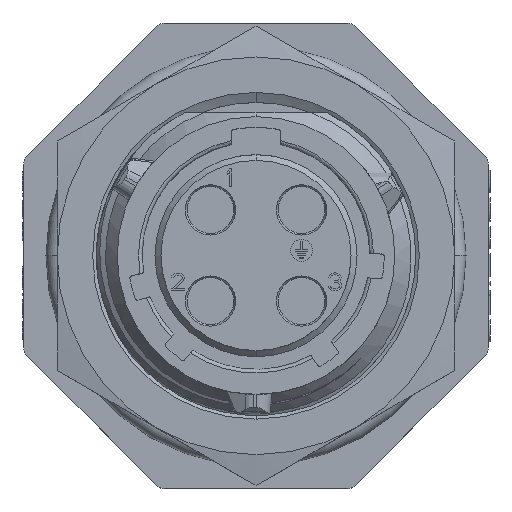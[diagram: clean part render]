
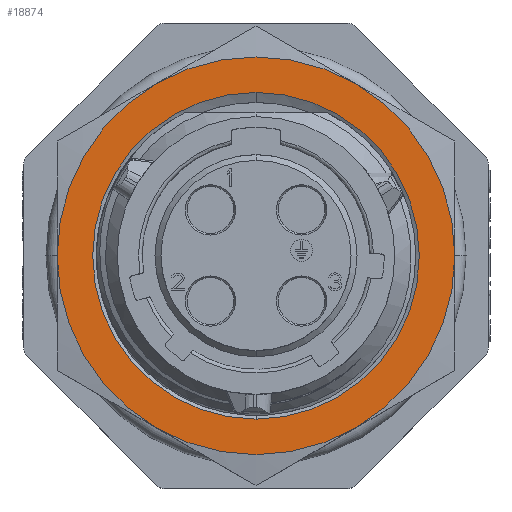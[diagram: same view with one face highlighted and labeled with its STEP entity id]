
A CAD part, top view. The second image highlights one B-rep face of the part: STEP entity #18874.
In plain terms, the highlighted planar face has unit normal (0, 0, 1).
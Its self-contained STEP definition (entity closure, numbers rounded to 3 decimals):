
#4543=CARTESIAN_POINT('',(0.,0.,9.77));
#4544=DIRECTION('',(0.,0.,1.));
#4545=DIRECTION('',(1.,0.,0.));
#4546=AXIS2_PLACEMENT_3D('',#4543,#4544,#4545);
#4548=CARTESIAN_POINT('',(0.,0.,9.77));
#4549=DIRECTION('',(0.,0.,1.));
#4550=DIRECTION('',(0.5,-0.866,0.));
#4551=AXIS2_PLACEMENT_3D('',#4548,#4549,#4550);
#4553=CARTESIAN_POINT('',(0.,0.,9.77));
#4554=DIRECTION('',(0.,0.,1.));
#4555=DIRECTION('',(-0.5,-0.866,0.));
#4556=AXIS2_PLACEMENT_3D('',#4553,#4554,#4555);
#4558=CARTESIAN_POINT('',(0.,0.,9.77));
#4559=DIRECTION('',(0.,0.,1.));
#4560=DIRECTION('',(-1.,0.,0.));
#4561=AXIS2_PLACEMENT_3D('',#4558,#4559,#4560);
#4563=CARTESIAN_POINT('',(0.,0.,9.77));
#4564=DIRECTION('',(0.,0.,1.));
#4565=DIRECTION('',(-0.5,0.866,0.));
#4566=AXIS2_PLACEMENT_3D('',#4563,#4564,#4565);
#4568=CARTESIAN_POINT('',(0.,0.,9.77));
#4569=DIRECTION('',(0.,0.,1.));
#4570=DIRECTION('',(0.5,0.866,0.));
#4571=AXIS2_PLACEMENT_3D('',#4568,#4569,#4570);
#4573=CARTESIAN_POINT('',(0.,0.,9.77));
#4574=DIRECTION('',(0.,0.,-1.));
#4575=DIRECTION('',(0.,1.,0.));
#4576=AXIS2_PLACEMENT_3D('',#4573,#4574,#4575);
#4578=CARTESIAN_POINT('',(0.,0.,9.77));
#4579=DIRECTION('',(0.,0.,-1.));
#4580=DIRECTION('',(0.,-1.,0.));
#4581=AXIS2_PLACEMENT_3D('',#4578,#4579,#4580);
#12910=CARTESIAN_POINT('',(0.,11.15,9.77));
#12911=CARTESIAN_POINT('',(0.,-11.15,9.77));
#12912=VERTEX_POINT('',#12910);
#12913=VERTEX_POINT('',#12911);
#12924=CARTESIAN_POINT('',(13.575,0.,9.77));
#12925=CARTESIAN_POINT('',(6.788,11.756,9.77));
#12926=VERTEX_POINT('',#12924);
#12927=VERTEX_POINT('',#12925);
#12928=CARTESIAN_POINT('',(-6.787,11.756,9.77));
#12929=VERTEX_POINT('',#12928);
#12930=CARTESIAN_POINT('',(-13.575,0.,9.77));
#12931=VERTEX_POINT('',#12930);
#12932=CARTESIAN_POINT('',(-6.788,-11.756,9.77));
#12933=VERTEX_POINT('',#12932);
#12934=CARTESIAN_POINT('',(6.787,-11.756,9.77));
#12935=VERTEX_POINT('',#12934);
#18851=CARTESIAN_POINT('',(0.,0.,9.77));
#18852=DIRECTION('',(0.,0.,1.));
#18853=DIRECTION('',(1.,0.,0.));
#18854=AXIS2_PLACEMENT_3D('',#18851,#18852,#18853);
#18855=PLANE('',#18854);
#18857=ORIENTED_EDGE('',*,*,#18856,.F.);
#18859=ORIENTED_EDGE('',*,*,#18858,.F.);
#18861=ORIENTED_EDGE('',*,*,#18860,.F.);
#18863=ORIENTED_EDGE('',*,*,#18862,.F.);
#18865=ORIENTED_EDGE('',*,*,#18864,.F.);
#18867=ORIENTED_EDGE('',*,*,#18866,.F.);
#18868=EDGE_LOOP('',(#18857,#18859,#18861,#18863,#18865,#18867));
#18869=FACE_OUTER_BOUND('',#18868,.F.);
#18870=ORIENTED_EDGE('',*,*,#13867,.F.);
#18871=ORIENTED_EDGE('',*,*,#14187,.F.);
#18872=EDGE_LOOP('',(#18870,#18871));
#18873=FACE_BOUND('',#18872,.F.);
#18874=ADVANCED_FACE('',(#18869,#18873),#18855,.T.);
#4547=CIRCLE('',#4546,13.575);
#4552=CIRCLE('',#4551,13.575);
#4557=CIRCLE('',#4556,13.575);
#4562=CIRCLE('',#4561,13.575);
#4567=CIRCLE('',#4566,13.575);
#4572=CIRCLE('',#4571,13.575);
#4577=CIRCLE('',#4576,11.15);
#4582=CIRCLE('',#4581,11.15);
#13867=EDGE_CURVE('',#12912,#12913,#4577,.T.);
#14187=EDGE_CURVE('',#12913,#12912,#4582,.T.);
#18856=EDGE_CURVE('',#12926,#12927,#4547,.T.);
#18858=EDGE_CURVE('',#12935,#12926,#4552,.T.);
#18860=EDGE_CURVE('',#12933,#12935,#4557,.T.);
#18862=EDGE_CURVE('',#12931,#12933,#4562,.T.);
#18864=EDGE_CURVE('',#12929,#12931,#4567,.T.);
#18866=EDGE_CURVE('',#12927,#12929,#4572,.T.);
